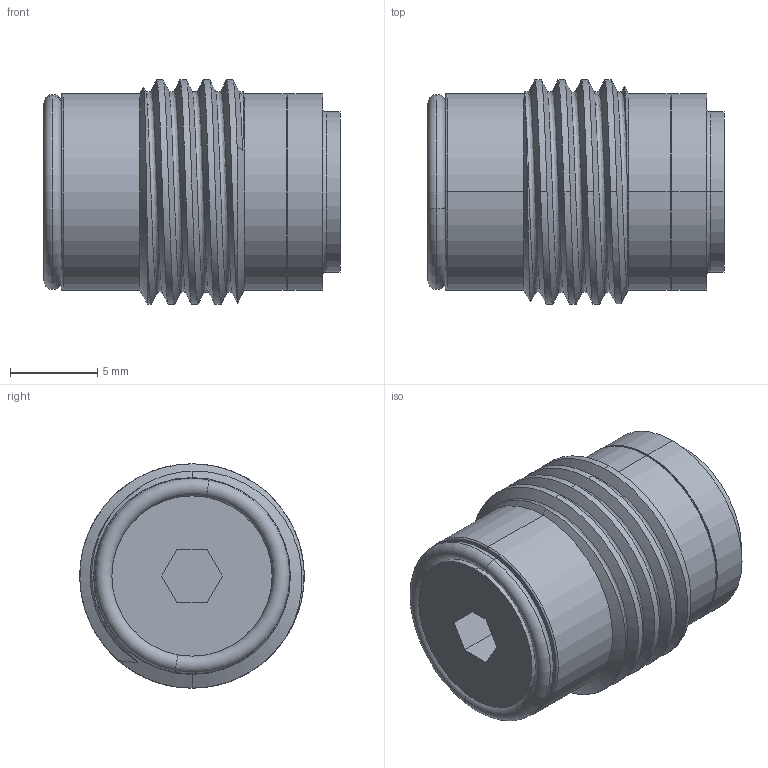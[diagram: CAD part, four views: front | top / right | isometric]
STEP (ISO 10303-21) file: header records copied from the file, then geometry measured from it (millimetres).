
FILE_DESCRIPTION (( 'STEP AP203' ), '1' );
FILE_NAME ('CVG0220.STEP', '2016-05-18T06:18:57', ( '' ), ( '' ), 'SwSTEP 2.0', 'SolidWorks 2012', '' );
FILE_SCHEMA (( 'CONFIG_CONTROL_DESIGN' ));
Length unit declared in the file: millimetre
Products named in the file (1): CVG0220
Bounding box: 17 x 12.87 x 12.88 mm (x, y, z)
Volume: 1705.2 mm3; surface area: 1169.4 mm2
Topology: 2 solids, 2 shells, 81 faces, 181 edges, 115 vertices
Faces by surface type: cylinder 35, plane 27, torus 12, cone 4, bspline 3
Entity records: 3555 total; most frequent: CARTESIAN_POINT 1684, DIRECTION 390, ORIENTED_EDGE 362, EDGE_CURVE 181, AXIS2_PLACEMENT_3D 158, VERTEX_POINT 115, EDGE_LOOP 94, FACE_OUTER_BOUND 81
